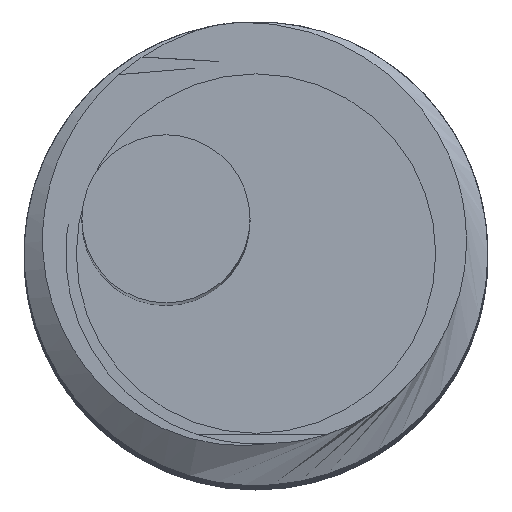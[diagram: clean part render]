
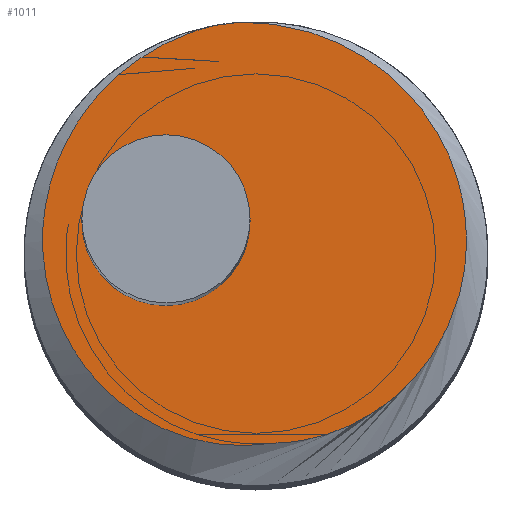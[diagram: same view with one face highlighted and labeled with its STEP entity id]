
A CAD part, top view. The second image highlights one B-rep face of the part: STEP entity #1011.
In plain terms, the highlighted planar face has unit normal (0, 0, 1).
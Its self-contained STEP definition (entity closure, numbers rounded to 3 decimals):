
#21=FACE_BOUND('',#139,.T.);
#24=PLANE('',#1093);
#80=FACE_OUTER_BOUND('',#138,.T.);
#138=EDGE_LOOP('',(#899,#900,#901));
#139=EDGE_LOOP('',(#902));
#144=CIRCLE('',#1038,4.);
#148=CIRCLE('',#1090,1.45);
#247=B_SPLINE_CURVE_WITH_KNOTS('',3,(#7073,#7074,#7075,#7076,#7077,#7078,
#7079,#7080,#7081,#7082,#7083,#7084,#7085,#7086,#7087,#7088,#7089,#7090,
#7091,#7092),.UNSPECIFIED.,.F.,.F.,(4,2,2,2,2,2,2,2,2,4),(-0.719,
-0.698,-0.677,-0.639,-0.588,
-0.512,-0.409,-0.263,-0.131,
0.),.UNSPECIFIED.);
#248=B_SPLINE_CURVE_WITH_KNOTS('',3,(#8663,#8664,#8665,#8666,#8667,#8668,
#8669,#8670,#8671,#8672,#8673,#8674,#8675,#8676,#8677,#8678,#8679,#8680,
#8681,#8682),.UNSPECIFIED.,.F.,.F.,(4,2,2,2,2,2,2,2,2,4),(-2.153,
-1.814,-1.526,-1.206,-0.849,
-0.677,-0.431,-0.244,-0.109,
0.),.UNSPECIFIED.);
#347=VERTEX_POINT('',#1281);
#348=VERTEX_POINT('',#1294);
#443=VERTEX_POINT('',#6349);
#444=VERTEX_POINT('',#8684);
#450=EDGE_CURVE('',#348,#347,#144,.T.);
#594=EDGE_CURVE('',#443,#347,#247,.T.);
#595=EDGE_CURVE('',#348,#443,#248,.T.);
#596=EDGE_CURVE('',#444,#444,#148,.T.);
#899=ORIENTED_EDGE('',*,*,#595,.F.);
#900=ORIENTED_EDGE('',*,*,#450,.T.);
#901=ORIENTED_EDGE('',*,*,#594,.F.);
#902=ORIENTED_EDGE('',*,*,#596,.T.);
#1011=ADVANCED_FACE('',(#80,#21),#24,.T.);
#1038=AXIS2_PLACEMENT_3D('',#1295,#1105,#1106);
#1090=AXIS2_PLACEMENT_3D('',#8685,#1254,#1255);
#1093=AXIS2_PLACEMENT_3D('',#8690,#1261,#1262);
#1105=DIRECTION('center_axis',(0.,0.,1.));
#1106=DIRECTION('ref_axis',(1.,0.,0.));
#1254=DIRECTION('center_axis',(0.,0.,-1.));
#1255=DIRECTION('ref_axis',(-1.,0.,0.));
#1261=DIRECTION('center_axis',(0.,0.,1.));
#1262=DIRECTION('ref_axis',(0.989,0.147,0.));
#1281=CARTESIAN_POINT('',(15.923,27.899,58.265));
#1294=CARTESIAN_POINT('',(16.363,27.954,58.265));
#1295=CARTESIAN_POINT('Origin',(16.641,23.964,58.265));
#6349=CARTESIAN_POINT('',(16.931,20.693,58.265));
#7073=CARTESIAN_POINT('Ctrl Pts',(16.931,20.693,58.265));
#7074=CARTESIAN_POINT('Ctrl Pts',(16.692,20.654,58.265));
#7075=CARTESIAN_POINT('Ctrl Pts',(16.449,20.642,58.265));
#7076=CARTESIAN_POINT('Ctrl Pts',(15.956,20.673,58.265));
#7077=CARTESIAN_POINT('Ctrl Pts',(15.705,20.718,58.265));
#7078=CARTESIAN_POINT('Ctrl Pts',(15.044,20.912,58.265));
#7079=CARTESIAN_POINT('Ctrl Pts',(14.652,21.114,58.265));
#7080=CARTESIAN_POINT('Ctrl Pts',(13.838,21.755,58.265));
#7081=CARTESIAN_POINT('Ctrl Pts',(13.565,22.167,58.265));
#7082=CARTESIAN_POINT('Ctrl Pts',(13.19,22.843,58.265));
#7083=CARTESIAN_POINT('Ctrl Pts',(13.045,23.286,58.265));
#7084=CARTESIAN_POINT('Ctrl Pts',(12.91,24.364,58.265));
#7085=CARTESIAN_POINT('Ctrl Pts',(13.007,24.873,58.265));
#7086=CARTESIAN_POINT('Ctrl Pts',(13.233,25.677,58.265));
#7087=CARTESIAN_POINT('Ctrl Pts',(13.456,26.119,58.265));
#7088=CARTESIAN_POINT('Ctrl Pts',(14.029,26.856,58.265));
#7089=CARTESIAN_POINT('Ctrl Pts',(14.358,27.152,58.265));
#7090=CARTESIAN_POINT('Ctrl Pts',(15.097,27.623,58.265));
#7091=CARTESIAN_POINT('Ctrl Pts',(15.5,27.796,58.265));
#7092=CARTESIAN_POINT('Ctrl Pts',(15.923,27.899,58.265));
#8663=CARTESIAN_POINT('Ctrl Pts',(16.363,27.954,58.265));
#8664=CARTESIAN_POINT('Ctrl Pts',(16.786,27.959,58.265));
#8665=CARTESIAN_POINT('Ctrl Pts',(17.275,27.898,58.265));
#8666=CARTESIAN_POINT('Ctrl Pts',(18.206,27.556,58.265));
#8667=CARTESIAN_POINT('Ctrl Pts',(18.603,27.324,58.265));
#8668=CARTESIAN_POINT('Ctrl Pts',(19.334,26.699,58.265));
#8669=CARTESIAN_POINT('Ctrl Pts',(19.628,26.318,58.265));
#8670=CARTESIAN_POINT('Ctrl Pts',(20.067,25.499,58.265));
#8671=CARTESIAN_POINT('Ctrl Pts',(20.21,25.024,58.265));
#8672=CARTESIAN_POINT('Ctrl Pts',(20.278,24.301,58.265));
#8673=CARTESIAN_POINT('Ctrl Pts',(20.277,24.064,58.265));
#8674=CARTESIAN_POINT('Ctrl Pts',(20.219,23.492,58.265));
#8675=CARTESIAN_POINT('Ctrl Pts',(20.126,23.01,58.265));
#8676=CARTESIAN_POINT('Ctrl Pts',(19.632,22.099,58.265));
#8677=CARTESIAN_POINT('Ctrl Pts',(19.345,21.75,58.265));
#8678=CARTESIAN_POINT('Ctrl Pts',(18.751,21.259,58.265));
#8679=CARTESIAN_POINT('Ctrl Pts',(18.42,21.042,58.265));
#8680=CARTESIAN_POINT('Ctrl Pts',(17.655,20.766,58.265));
#8681=CARTESIAN_POINT('Ctrl Pts',(17.295,20.699,58.265));
#8682=CARTESIAN_POINT('Ctrl Pts',(16.931,20.693,58.265));
#8684=CARTESIAN_POINT('',(16.537,24.517,58.265));
#8685=CARTESIAN_POINT('Origin',(15.087,24.517,58.265));
#8690=CARTESIAN_POINT('Origin',(16.641,23.964,58.265));
